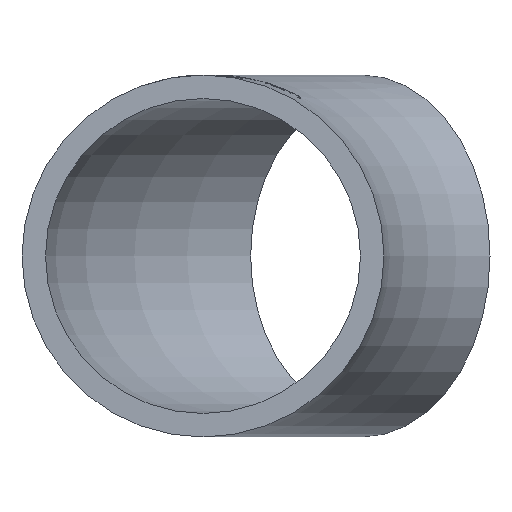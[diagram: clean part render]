
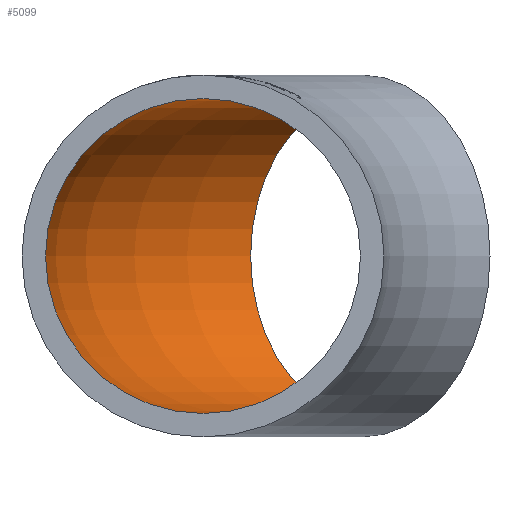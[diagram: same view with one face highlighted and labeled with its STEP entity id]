
A CAD part, front view. The second image highlights one B-rep face of the part: STEP entity #5099.
In plain terms, the highlighted toroidal (fillet/blend) face has major radius 38.1 mm and minor radius 11.049 mm.
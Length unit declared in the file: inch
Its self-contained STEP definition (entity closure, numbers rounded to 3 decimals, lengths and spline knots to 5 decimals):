
#15=CIRCLE('',#5261,0.435);
#16=CIRCLE('',#5262,0.435);
#45=FACE_BOUND('',#1417,.T.);
#1103=FACE_OUTER_BOUND('',#1416,.T.);
#1416=EDGE_LOOP('',(#4756));
#1417=EDGE_LOOP('',(#4757));
#2449=VERTEX_POINT('',#11537);
#2450=VERTEX_POINT('',#11539);
#3221=EDGE_CURVE('',#2449,#2449,#15,.T.);
#3222=EDGE_CURVE('',#2450,#2450,#16,.T.);
#4756=ORIENTED_EDGE('',*,*,#3221,.F.);
#4757=ORIENTED_EDGE('',*,*,#3222,.F.);
#4794=TOROIDAL_SURFACE('',#5260,1.5,0.435);
#5099=ADVANCED_FACE('',(#1103,#45),#4794,.F.);
#5260=AXIS2_PLACEMENT_3D('',#11536,#5832,#5833);
#5261=AXIS2_PLACEMENT_3D('',#11538,#5834,#5835);
#5262=AXIS2_PLACEMENT_3D('',#11540,#5836,#5837);
#5832=DIRECTION('center_axis',(0.,0.,-1.));
#5833=DIRECTION('ref_axis',(-1.,0.,0.));
#5834=DIRECTION('center_axis',(-0.707,-0.707,0.));
#5835=DIRECTION('ref_axis',(-0.707,0.707,0.));
#5836=DIRECTION('center_axis',(0.,1.,0.));
#5837=DIRECTION('ref_axis',(-1.,0.,0.));
#11536=CARTESIAN_POINT('Origin',(1.5,0.,0.));
#11537=CARTESIAN_POINT('',(0.13175,1.36825,0.));
#11538=CARTESIAN_POINT('Origin',(0.43934,1.06066,0.));
#11539=CARTESIAN_POINT('',(-0.435,0.,0.));
#11540=CARTESIAN_POINT('Origin',(0.,0.,0.));
